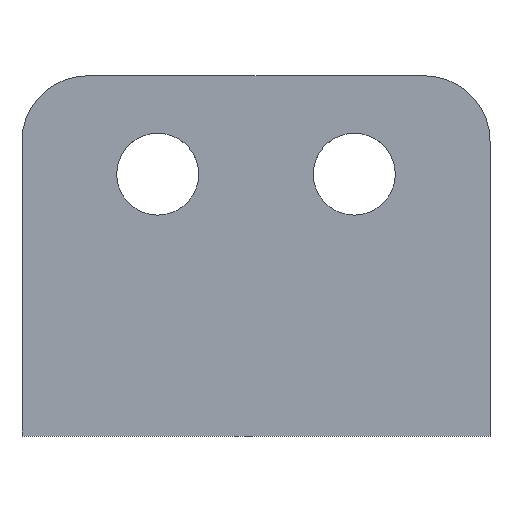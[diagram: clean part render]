
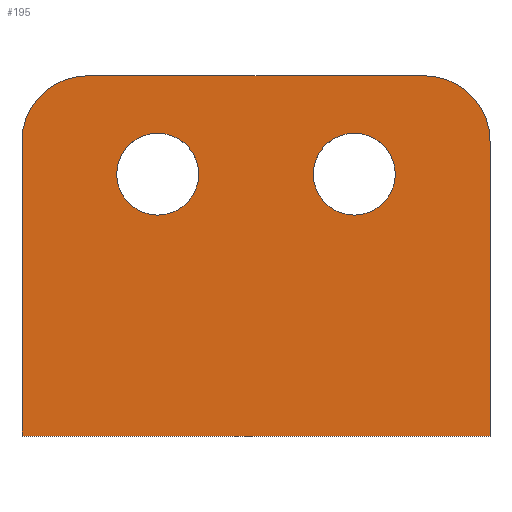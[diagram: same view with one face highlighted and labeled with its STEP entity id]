
A CAD part, top view. The second image highlights one B-rep face of the part: STEP entity #195.
In plain terms, the highlighted planar face has unit normal (0, 0, 1).
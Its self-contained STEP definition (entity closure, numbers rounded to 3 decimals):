
#15=FACE_BOUND('',#40,.T.);
#16=FACE_BOUND('',#41,.T.);
#20=PLANE('',#233);
#29=FACE_OUTER_BOUND('',#39,.T.);
#39=EDGE_LOOP('',(#153,#154,#155,#156,#157,#158));
#40=EDGE_LOOP('',(#159,#160));
#41=EDGE_LOOP('',(#161,#162));
#53=LINE('',#327,#69);
#56=LINE('',#333,#72);
#57=LINE('',#335,#73);
#58=LINE('',#337,#74);
#69=VECTOR('',#271,10.);
#72=VECTOR('',#276,10.);
#73=VECTOR('',#277,10.);
#74=VECTOR('',#278,10.);
#81=CIRCLE('',#222,1.25);
#82=CIRCLE('',#223,1.25);
#84=CIRCLE('',#226,1.25);
#85=CIRCLE('',#227,1.25);
#87=CIRCLE('',#230,2.);
#89=CIRCLE('',#234,2.);
#91=VERTEX_POINT('',#301);
#92=VERTEX_POINT('',#302);
#94=VERTEX_POINT('',#309);
#95=VERTEX_POINT('',#310);
#97=VERTEX_POINT('',#317);
#98=VERTEX_POINT('',#318);
#101=VERTEX_POINT('',#326);
#103=VERTEX_POINT('',#332);
#104=VERTEX_POINT('',#334);
#105=VERTEX_POINT('',#336);
#109=EDGE_CURVE('',#91,#92,#81,.T.);
#110=EDGE_CURVE('',#92,#91,#82,.T.);
#113=EDGE_CURVE('',#94,#95,#84,.T.);
#114=EDGE_CURVE('',#95,#94,#85,.T.);
#117=EDGE_CURVE('',#97,#98,#87,.T.);
#121=EDGE_CURVE('',#101,#98,#53,.T.);
#124=EDGE_CURVE('',#97,#103,#56,.T.);
#125=EDGE_CURVE('',#103,#104,#57,.T.);
#126=EDGE_CURVE('',#104,#105,#58,.T.);
#127=EDGE_CURVE('',#101,#105,#89,.T.);
#153=ORIENTED_EDGE('',*,*,#117,.F.);
#154=ORIENTED_EDGE('',*,*,#124,.T.);
#155=ORIENTED_EDGE('',*,*,#125,.T.);
#156=ORIENTED_EDGE('',*,*,#126,.T.);
#157=ORIENTED_EDGE('',*,*,#127,.F.);
#158=ORIENTED_EDGE('',*,*,#121,.T.);
#159=ORIENTED_EDGE('',*,*,#109,.T.);
#160=ORIENTED_EDGE('',*,*,#110,.T.);
#161=ORIENTED_EDGE('',*,*,#113,.T.);
#162=ORIENTED_EDGE('',*,*,#114,.T.);
#195=ADVANCED_FACE('',(#29,#15,#16),#20,.T.);
#222=AXIS2_PLACEMENT_3D('',#303,#245,#246);
#223=AXIS2_PLACEMENT_3D('',#304,#247,#248);
#226=AXIS2_PLACEMENT_3D('',#311,#254,#255);
#227=AXIS2_PLACEMENT_3D('',#312,#256,#257);
#230=AXIS2_PLACEMENT_3D('',#319,#263,#264);
#233=AXIS2_PLACEMENT_3D('',#331,#274,#275);
#234=AXIS2_PLACEMENT_3D('',#338,#279,#280);
#245=DIRECTION('center_axis',(0.,0.,-1.));
#246=DIRECTION('ref_axis',(1.,0.,0.));
#247=DIRECTION('center_axis',(0.,0.,-1.));
#248=DIRECTION('ref_axis',(1.,0.,0.));
#254=DIRECTION('center_axis',(0.,0.,-1.));
#255=DIRECTION('ref_axis',(1.,0.,0.));
#256=DIRECTION('center_axis',(0.,0.,-1.));
#257=DIRECTION('ref_axis',(1.,0.,0.));
#263=DIRECTION('center_axis',(0.,0.,-1.));
#264=DIRECTION('ref_axis',(-0.707,0.707,0.));
#271=DIRECTION('',(-1.,0.,0.));
#274=DIRECTION('center_axis',(0.,0.,1.));
#275=DIRECTION('ref_axis',(1.,0.,0.));
#276=DIRECTION('',(0.,-1.,0.));
#277=DIRECTION('',(1.,0.,0.));
#278=DIRECTION('',(0.,1.,0.));
#279=DIRECTION('center_axis',(0.,0.,-1.));
#280=DIRECTION('ref_axis',(0.707,0.707,0.));
#301=CARTESIAN_POINT('',(5.391,14.991,3.));
#302=CARTESIAN_POINT('',(2.891,14.991,3.));
#303=CARTESIAN_POINT('Origin',(4.141,14.991,3.));
#304=CARTESIAN_POINT('Origin',(4.141,14.991,3.));
#309=CARTESIAN_POINT('',(11.391,14.991,3.));
#310=CARTESIAN_POINT('',(8.891,14.991,3.));
#311=CARTESIAN_POINT('Origin',(10.141,14.991,3.));
#312=CARTESIAN_POINT('Origin',(10.141,14.991,3.));
#317=CARTESIAN_POINT('',(0.,15.991,3.));
#318=CARTESIAN_POINT('',(2.,17.991,3.));
#319=CARTESIAN_POINT('Origin',(2.,15.991,3.));
#326=CARTESIAN_POINT('',(12.281,17.991,3.));
#327=CARTESIAN_POINT('',(14.281,17.991,3.));
#331=CARTESIAN_POINT('Origin',(7.141,8.996,3.));
#332=CARTESIAN_POINT('',(0.,7.,3.));
#333=CARTESIAN_POINT('',(0.,17.991,3.));
#334=CARTESIAN_POINT('',(14.281,7.,3.));
#335=CARTESIAN_POINT('',(3.57,7.,3.));
#336=CARTESIAN_POINT('',(14.281,15.991,3.));
#337=CARTESIAN_POINT('',(14.281,2.,3.));
#338=CARTESIAN_POINT('Origin',(12.281,15.991,3.));
